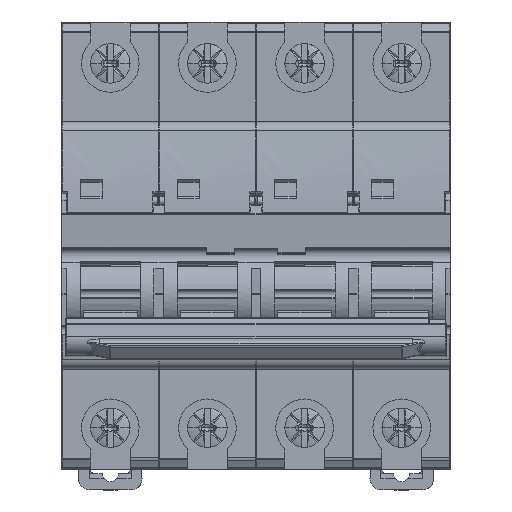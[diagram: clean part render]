
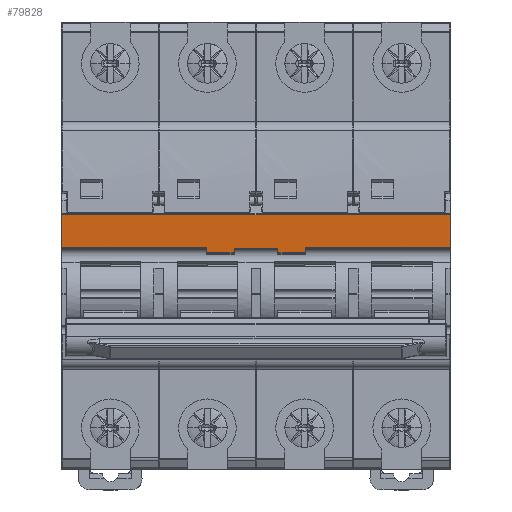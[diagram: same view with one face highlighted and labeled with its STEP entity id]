
A CAD part, top view. The second image highlights one B-rep face of the part: STEP entity #79828.
In plain terms, the highlighted face is planar.
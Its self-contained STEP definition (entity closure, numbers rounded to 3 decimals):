
#649 = ORIENTED_EDGE ( 'NONE', *, *, #6937, .T. ) ;
#1976 = VERTEX_POINT ( 'NONE', #32243 ) ;
#6598 = ORIENTED_EDGE ( 'NONE', *, *, #11556, .T. ) ;
#6937 = EDGE_CURVE ( 'NONE', #1976, #34652, #164112, .T. ) ;
#9620 = DIRECTION ( 'NONE',  ( -0.079, 0., 0.997 ) ) ;
#10849 = VECTOR ( 'NONE', #155912, 1000. ) ;
#11556 = EDGE_CURVE ( 'NONE', #134811, #47746, #148170, .T. ) ;
#12619 = VERTEX_POINT ( 'NONE', #36693 ) ;
#15861 = VECTOR ( 'NONE', #76083, 1000. ) ;
#18226 = CARTESIAN_POINT ( 'NONE',  ( 1.248, 35.55, -42.403 ) ) ;
#23814 = ORIENTED_EDGE ( 'NONE', *, *, #57085, .F. ) ;
#24783 = CARTESIAN_POINT ( 'NONE',  ( 0.352, -8.85, -42.474 ) ) ;
#25924 = DIRECTION ( 'NONE',  ( 0., -1., 0. ) ) ;
#28086 = EDGE_LOOP ( 'NONE', ( #148938, #173101, #139284, #6598, #177038, #60060, #97730, #109165, #186404, #23814, #649, #45751 ) ) ;
#30777 = CARTESIAN_POINT ( 'NONE',  ( 1.248, 35.55, -42.403 ) ) ;
#31837 = CARTESIAN_POINT ( 'NONE',  ( -5.611, 61.95, -42.949 ) ) ;
#31846 = VECTOR ( 'NONE', #103072, 1000. ) ;
#32243 = CARTESIAN_POINT ( 'NONE',  ( 0.352, -8.85, -42.474 ) ) ;
#32431 = VECTOR ( 'NONE', #25924, 1000. ) ;
#33687 = EDGE_CURVE ( 'NONE', #174259, #148445, #108436, .T. ) ;
#34652 = VERTEX_POINT ( 'NONE', #161911 ) ;
#35310 = VECTOR ( 'NONE', #91981, 1000. ) ;
#35931 = VECTOR ( 'NONE', #109269, 1000. ) ;
#36693 = CARTESIAN_POINT ( 'NONE',  ( 0.352, 17.55, -42.474 ) ) ;
#37863 = CARTESIAN_POINT ( 'NONE',  ( 0.352, 61.95, -42.474 ) ) ;
#39006 = PLANE ( 'NONE',  #54113 ) ;
#45751 = ORIENTED_EDGE ( 'NONE', *, *, #95110, .T. ) ;
#47746 = VERTEX_POINT ( 'NONE', #126672 ) ;
#50346 = CARTESIAN_POINT ( 'NONE',  ( 1.248, 22.55, -42.403 ) ) ;
#51013 = DIRECTION ( 'NONE',  ( -0.997, 0., -0.079 ) ) ;
#51415 = FACE_OUTER_BOUND ( 'NONE', #28086, .T. ) ;
#53309 = CARTESIAN_POINT ( 'NONE',  ( 0.486, 22.55, -42.463 ) ) ;
#54113 = AXIS2_PLACEMENT_3D ( 'NONE', #139562, #9620, #67486 ) ;
#54206 = LINE ( 'NONE', #24783, #35931 ) ;
#57085 = EDGE_CURVE ( 'NONE', #1976, #12619, #54206, .T. ) ;
#60060 = ORIENTED_EDGE ( 'NONE', *, *, #187804, .F. ) ;
#62983 = CARTESIAN_POINT ( 'NONE',  ( 0.352, 61.95, -42.474 ) ) ;
#63182 = VECTOR ( 'NONE', #92474, 1000. ) ;
#64203 = EDGE_CURVE ( 'NONE', #47746, #95790, #180993, .T. ) ;
#65010 = VECTOR ( 'NONE', #167251, 1000. ) ;
#67486 = DIRECTION ( 'NONE',  ( 0., 1., 0. ) ) ;
#67787 = VERTEX_POINT ( 'NONE', #75076 ) ;
#72734 = LINE ( 'NONE', #144809, #31846 ) ;
#74875 = EDGE_CURVE ( 'NONE', #117326, #12619, #137654, .T. ) ;
#75076 = CARTESIAN_POINT ( 'NONE',  ( -5.611, 61.95, -42.949 ) ) ;
#76083 = DIRECTION ( 'NONE',  ( 0., -1., 0. ) ) ;
#79180 = CARTESIAN_POINT ( 'NONE',  ( 0.486, 30.55, -42.463 ) ) ;
#79828 = ADVANCED_FACE ( 'NONE', ( #51415 ), #39006, .F. ) ;
#80747 = CARTESIAN_POINT ( 'NONE',  ( -5.611, -8.85, -42.949 ) ) ;
#83809 = CARTESIAN_POINT ( 'NONE',  ( 0.352, 35.55, -42.474 ) ) ;
#91981 = DIRECTION ( 'NONE',  ( -0.997, 0., -0.079 ) ) ;
#92474 = DIRECTION ( 'NONE',  ( 0.997, 0., 0.079 ) ) ;
#94969 = CARTESIAN_POINT ( 'NONE',  ( 1.248, 17.55, -42.403 ) ) ;
#95110 = EDGE_CURVE ( 'NONE', #34652, #67787, #145412, .T. ) ;
#95790 = VERTEX_POINT ( 'NONE', #79180 ) ;
#97730 = ORIENTED_EDGE ( 'NONE', *, *, #162395, .T. ) ;
#103072 = DIRECTION ( 'NONE',  ( 0.997, 0., 0.079 ) ) ;
#107100 = VERTEX_POINT ( 'NONE', #115945 ) ;
#107367 = DIRECTION ( 'NONE',  ( 0., 1., 0. ) ) ;
#108269 = DIRECTION ( 'NONE',  ( -0.997, 0., -0.079 ) ) ;
#108436 = LINE ( 'NONE', #62983, #65010 ) ;
#109165 = ORIENTED_EDGE ( 'NONE', *, *, #143237, .T. ) ;
#109269 = DIRECTION ( 'NONE',  ( 0., 1., 0. ) ) ;
#109743 = EDGE_CURVE ( 'NONE', #148445, #134811, #142640, .T. ) ;
#115945 = CARTESIAN_POINT ( 'NONE',  ( 0.486, 22.55, -42.463 ) ) ;
#116001 = CARTESIAN_POINT ( 'NONE',  ( 1.248, 22.55, -42.403 ) ) ;
#117326 = VERTEX_POINT ( 'NONE', #136451 ) ;
#121866 = VECTOR ( 'NONE', #51013, 1000. ) ;
#124187 = CARTESIAN_POINT ( 'NONE',  ( 0.352, -8.85, -42.474 ) ) ;
#126672 = CARTESIAN_POINT ( 'NONE',  ( 1.248, 30.55, -42.403 ) ) ;
#132918 = VECTOR ( 'NONE', #107367, 1000. ) ;
#134811 = VERTEX_POINT ( 'NONE', #30777 ) ;
#136451 = CARTESIAN_POINT ( 'NONE',  ( 1.248, 17.55, -42.403 ) ) ;
#137654 = LINE ( 'NONE', #94969, #177261 ) ;
#139284 = ORIENTED_EDGE ( 'NONE', *, *, #109743, .T. ) ;
#139562 = CARTESIAN_POINT ( 'NONE',  ( -5.477, 61.95, -42.938 ) ) ;
#140103 = CARTESIAN_POINT ( 'NONE',  ( 1.248, 30.55, -42.403 ) ) ;
#142640 = LINE ( 'NONE', #83809, #10849 ) ;
#143237 = EDGE_CURVE ( 'NONE', #163259, #117326, #172965, .T. ) ;
#144809 = CARTESIAN_POINT ( 'NONE',  ( 0.486, 22.55, -42.463 ) ) ;
#145412 = LINE ( 'NONE', #80747, #132918 ) ;
#148170 = LINE ( 'NONE', #18226, #15861 ) ;
#148445 = VERTEX_POINT ( 'NONE', #165128 ) ;
#148938 = ORIENTED_EDGE ( 'NONE', *, *, #175019, .T. ) ;
#154690 = VECTOR ( 'NONE', #183283, 1000. ) ;
#155912 = DIRECTION ( 'NONE',  ( 0.997, 0., 0.079 ) ) ;
#161911 = CARTESIAN_POINT ( 'NONE',  ( -5.611, -8.85, -42.949 ) ) ;
#162395 = EDGE_CURVE ( 'NONE', #107100, #163259, #72734, .T. ) ;
#163259 = VERTEX_POINT ( 'NONE', #50346 ) ;
#164112 = LINE ( 'NONE', #124187, #35310 ) ;
#165128 = CARTESIAN_POINT ( 'NONE',  ( 0.352, 35.55, -42.474 ) ) ;
#167251 = DIRECTION ( 'NONE',  ( 0., -1., 0. ) ) ;
#169955 = LINE ( 'NONE', #53309, #154690 ) ;
#172965 = LINE ( 'NONE', #116001, #32431 ) ;
#173101 = ORIENTED_EDGE ( 'NONE', *, *, #33687, .T. ) ;
#174259 = VERTEX_POINT ( 'NONE', #37863 ) ;
#175019 = EDGE_CURVE ( 'NONE', #67787, #174259, #176033, .T. ) ;
#176033 = LINE ( 'NONE', #31837, #63182 ) ;
#177038 = ORIENTED_EDGE ( 'NONE', *, *, #64203, .T. ) ;
#177261 = VECTOR ( 'NONE', #108269, 1000. ) ;
#180993 = LINE ( 'NONE', #140103, #121866 ) ;
#183283 = DIRECTION ( 'NONE',  ( 0., 1., 0. ) ) ;
#186404 = ORIENTED_EDGE ( 'NONE', *, *, #74875, .T. ) ;
#187804 = EDGE_CURVE ( 'NONE', #107100, #95790, #169955, .T. ) ;
